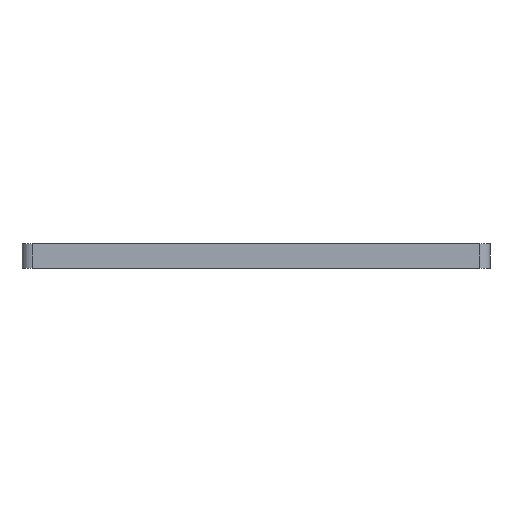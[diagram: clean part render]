
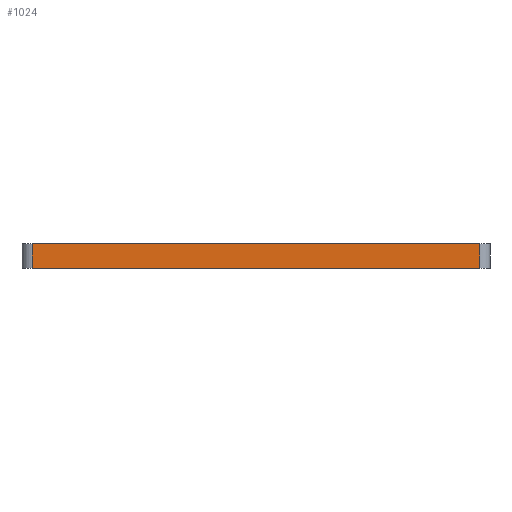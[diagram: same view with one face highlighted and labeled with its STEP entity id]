
A CAD part, left-side view. The second image highlights one B-rep face of the part: STEP entity #1024.
In plain terms, the highlighted planar face has unit normal (-1, 0, 0).
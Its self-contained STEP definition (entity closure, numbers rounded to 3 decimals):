
#985=CARTESIAN_POINT('',(-28.425,-0.,11.));
#986=DIRECTION('',(-1.,0.,0.));
#987=DIRECTION('',(0.,0.,1.));
#988=AXIS2_PLACEMENT_3D('',#985,#986,#987);
#989=PLANE('',#988);
#990=CARTESIAN_POINT('',(-28.425,-27.175,11.));
#991=VERTEX_POINT('',#990);
#992=CARTESIAN_POINT('',(-28.425,27.175,11.));
#993=VERTEX_POINT('',#992);
#994=CARTESIAN_POINT('',(-28.425,-27.175,11.));
#995=DIRECTION('',(0.,1.,0.));
#996=VECTOR('',#995,54.35);
#997=LINE('',#994,#996);
#998=EDGE_CURVE('',#991,#993,#997,.T.);
#999=ORIENTED_EDGE('',*,*,#998,.T.);
#1000=CARTESIAN_POINT('',(-28.425,27.175,8.));
#1001=VERTEX_POINT('',#1000);
#1002=CARTESIAN_POINT('',(-28.425,27.175,11.));
#1003=DIRECTION('',(0.,0.,-1.));
#1004=VECTOR('',#1003,3.);
#1005=LINE('',#1002,#1004);
#1006=EDGE_CURVE('',#993,#1001,#1005,.T.);
#1007=ORIENTED_EDGE('',*,*,#1006,.T.);
#1008=CARTESIAN_POINT('',(-28.425,-27.175,8.));
#1009=VERTEX_POINT('',#1008);
#1010=CARTESIAN_POINT('',(-28.425,-27.175,8.));
#1011=DIRECTION('',(0.,1.,0.));
#1012=VECTOR('',#1011,54.35);
#1013=LINE('',#1010,#1012);
#1014=EDGE_CURVE('',#1009,#1001,#1013,.T.);
#1015=ORIENTED_EDGE('',*,*,#1014,.F.);
#1016=CARTESIAN_POINT('',(-28.425,-27.175,8.));
#1017=DIRECTION('',(-0.,-0.,1.));
#1018=VECTOR('',#1017,3.);
#1019=LINE('',#1016,#1018);
#1020=EDGE_CURVE('',#1009,#991,#1019,.T.);
#1021=ORIENTED_EDGE('',*,*,#1020,.T.);
#1022=EDGE_LOOP('',(#999,#1007,#1015,#1021));
#1023=FACE_BOUND('',#1022,.T.);
#1024=ADVANCED_FACE('',(#1023),#989,.T.);
